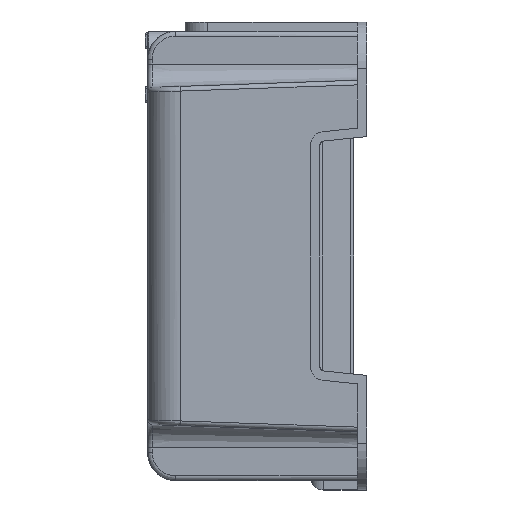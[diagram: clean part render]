
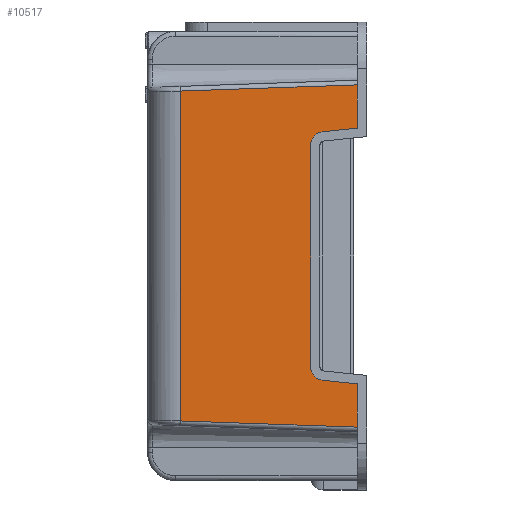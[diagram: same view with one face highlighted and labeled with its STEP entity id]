
A CAD part, left-side view. The second image highlights one B-rep face of the part: STEP entity #10517.
In plain terms, the highlighted planar face has unit normal (-1, 0, 0).
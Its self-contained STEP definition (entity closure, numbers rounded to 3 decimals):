
#594 = EDGE_CURVE ( 'NONE', #844, #10029, #3778, .T. ) ;
#641 = ORIENTED_EDGE ( 'NONE', *, *, #718, .T. ) ;
#718 = EDGE_CURVE ( 'NONE', #9801, #774, #3961, .T. ) ;
#733 = ORIENTED_EDGE ( 'NONE', *, *, #752, .T. ) ;
#752 = EDGE_CURVE ( 'NONE', #756, #844, #3981, .T. ) ;
#753 = EDGE_CURVE ( 'NONE', #774, #756, #4029, .T. ) ;
#756 = VERTEX_POINT ( 'NONE', #3984 ) ;
#757 = ORIENTED_EDGE ( 'NONE', *, *, #753, .T. ) ;
#774 = VERTEX_POINT ( 'NONE', #4009 ) ;
#821 = ORIENTED_EDGE ( 'NONE', *, *, #594, .T. ) ;
#844 = VERTEX_POINT ( 'NONE', #4177 ) ;
#3775 = DIRECTION ( 'NONE',  ( 0., -0.995, 0.1 ) ) ;
#3776 = VECTOR ( 'NONE', #3775, 1000. ) ;
#3777 = CARTESIAN_POINT ( 'NONE',  ( -55., 9.299, 26.58 ) ) ;
#3778 = LINE ( 'NONE', #3777, #3776 ) ;
#3920 = DIRECTION ( 'NONE',  ( 1., 0., 0. ) ) ;
#3930 = AXIS2_PLACEMENT_3D ( 'NONE', #3966, #3920, #3952 ) ;
#3952 = DIRECTION ( 'NONE',  ( 0., 0., -1. ) ) ;
#3961 = CIRCLE ( 'NONE', #3930, 3. ) ;
#3966 = CARTESIAN_POINT ( 'NONE',  ( -55., 9., -23.595 ) ) ;
#3981 = CIRCLE ( 'NONE', #4027, 3. ) ;
#3984 = CARTESIAN_POINT ( 'NONE',  ( -55., 12., 23.595 ) ) ;
#4009 = CARTESIAN_POINT ( 'NONE',  ( -55., 12., -23.595 ) ) ;
#4021 = DIRECTION ( 'NONE',  ( 0., 0., 1. ) ) ;
#4022 = VECTOR ( 'NONE', #4021, 1000. ) ;
#4024 = DIRECTION ( 'NONE',  ( 0., 0., -1. ) ) ;
#4025 = DIRECTION ( 'NONE',  ( 1., 0., 0. ) ) ;
#4026 = CARTESIAN_POINT ( 'NONE',  ( -55., 9., 23.595 ) ) ;
#4027 = AXIS2_PLACEMENT_3D ( 'NONE', #4026, #4025, #4024 ) ;
#4028 = CARTESIAN_POINT ( 'NONE',  ( -55., 12., -23.595 ) ) ;
#4029 = LINE ( 'NONE', #4028, #4022 ) ;
#4177 = CARTESIAN_POINT ( 'NONE',  ( -55., 9.299, 26.58 ) ) ;
#9787 = ORIENTED_EDGE ( 'NONE', *, *, #9800, .T. ) ;
#9788 = EDGE_CURVE ( 'NONE', #10468, #10077, #12777, .T. ) ;
#9790 = ORIENTED_EDGE ( 'NONE', *, *, #10069, .T. ) ;
#9800 = EDGE_CURVE ( 'NONE', #10132, #9801, #12769, .T. ) ;
#9801 = VERTEX_POINT ( 'NONE', #12779 ) ;
#10029 = VERTEX_POINT ( 'NONE', #13126 ) ;
#10039 = VERTEX_POINT ( 'NONE', #13168 ) ;
#10069 = EDGE_CURVE ( 'NONE', #10077, #10132, #13234, .T. ) ;
#10077 = VERTEX_POINT ( 'NONE', #13241 ) ;
#10128 = EDGE_CURVE ( 'NONE', #10029, #10039, #13309, .T. ) ;
#10132 = VERTEX_POINT ( 'NONE', #13356 ) ;
#10464 = ORIENTED_EDGE ( 'NONE', *, *, #10128, .T. ) ;
#10466 = VERTEX_POINT ( 'NONE', #13878 ) ;
#10468 = VERTEX_POINT ( 'NONE', #13872 ) ;
#10470 = ORIENTED_EDGE ( 'NONE', *, *, #10518, .T. ) ;
#10517 = ADVANCED_FACE ( 'NONE', ( #13938 ), #13939, .F. ) ;
#10518 = EDGE_CURVE ( 'NONE', #10039, #10466, #13985, .T. ) ;
#10519 = EDGE_CURVE ( 'NONE', #10466, #10468, #13976, .T. ) ;
#10520 = ORIENTED_EDGE ( 'NONE', *, *, #10519, .T. ) ;
#10521 = ORIENTED_EDGE ( 'NONE', *, *, #9788, .T. ) ;
#10525 = EDGE_LOOP ( 'NONE', ( #10464, #10470, #10520, #10521, #9790, #9787, #641, #757, #733, #821 ) ) ;
#12761 = DIRECTION ( 'NONE',  ( 0., 0.995, 0.1 ) ) ;
#12762 = VECTOR ( 'NONE', #12761, 1000. ) ;
#12763 = CARTESIAN_POINT ( 'NONE',  ( -55., 2., -27.31 ) ) ;
#12769 = LINE ( 'NONE', #12763, #12762 ) ;
#12774 = DIRECTION ( 'NONE',  ( 0., -0.999, -0.035 ) ) ;
#12775 = VECTOR ( 'NONE', #12774, 1000. ) ;
#12776 = CARTESIAN_POINT ( 'NONE',  ( -55., 11.09, -36.246 ) ) ;
#12777 = LINE ( 'NONE', #12776, #12775 ) ;
#12779 = CARTESIAN_POINT ( 'NONE',  ( -55., 9.299, -26.58 ) ) ;
#13126 = CARTESIAN_POINT ( 'NONE',  ( -55., 2., 27.31 ) ) ;
#13168 = CARTESIAN_POINT ( 'NONE',  ( -55., 2., 36.564 ) ) ;
#13231 = DIRECTION ( 'NONE',  ( 0., 0., 1. ) ) ;
#13232 = VECTOR ( 'NONE', #13231, 1000. ) ;
#13233 = CARTESIAN_POINT ( 'NONE',  ( -55., 2., -50. ) ) ;
#13234 = LINE ( 'NONE', #13233, #13232 ) ;
#13241 = CARTESIAN_POINT ( 'NONE',  ( -55., 2., -36.564 ) ) ;
#13306 = DIRECTION ( 'NONE',  ( 0., 0., 1. ) ) ;
#13307 = VECTOR ( 'NONE', #13306, 1000. ) ;
#13308 = CARTESIAN_POINT ( 'NONE',  ( -55., 2., 27.31 ) ) ;
#13309 = LINE ( 'NONE', #13308, #13307 ) ;
#13356 = CARTESIAN_POINT ( 'NONE',  ( -55., 2., -27.31 ) ) ;
#13872 = CARTESIAN_POINT ( 'NONE',  ( -55., 39.8, -35.244 ) ) ;
#13878 = CARTESIAN_POINT ( 'NONE',  ( -55., 39.8, 35.244 ) ) ;
#13933 = AXIS2_PLACEMENT_3D ( 'NONE', #13982, #13981, #13980 ) ;
#13938 = FACE_OUTER_BOUND ( 'NONE', #10525, .T. ) ;
#13939 = PLANE ( 'NONE',  #13933 ) ;
#13973 = DIRECTION ( 'NONE',  ( 0., 0., -1. ) ) ;
#13974 = VECTOR ( 'NONE', #13973, 1000. ) ;
#13975 = CARTESIAN_POINT ( 'NONE',  ( -55., 39.8, -36. ) ) ;
#13976 = LINE ( 'NONE', #13975, #13974 ) ;
#13977 = DIRECTION ( 'NONE',  ( 0., 0.999, -0.035 ) ) ;
#13978 = VECTOR ( 'NONE', #13977, 1000. ) ;
#13979 = CARTESIAN_POINT ( 'NONE',  ( -55., 9.444, 36.304 ) ) ;
#13980 = DIRECTION ( 'NONE',  ( 0., 0., -1. ) ) ;
#13981 = DIRECTION ( 'NONE',  ( 1., 0., 0. ) ) ;
#13982 = CARTESIAN_POINT ( 'NONE',  ( -55., 9., 23.595 ) ) ;
#13985 = LINE ( 'NONE', #13979, #13978 ) ;
